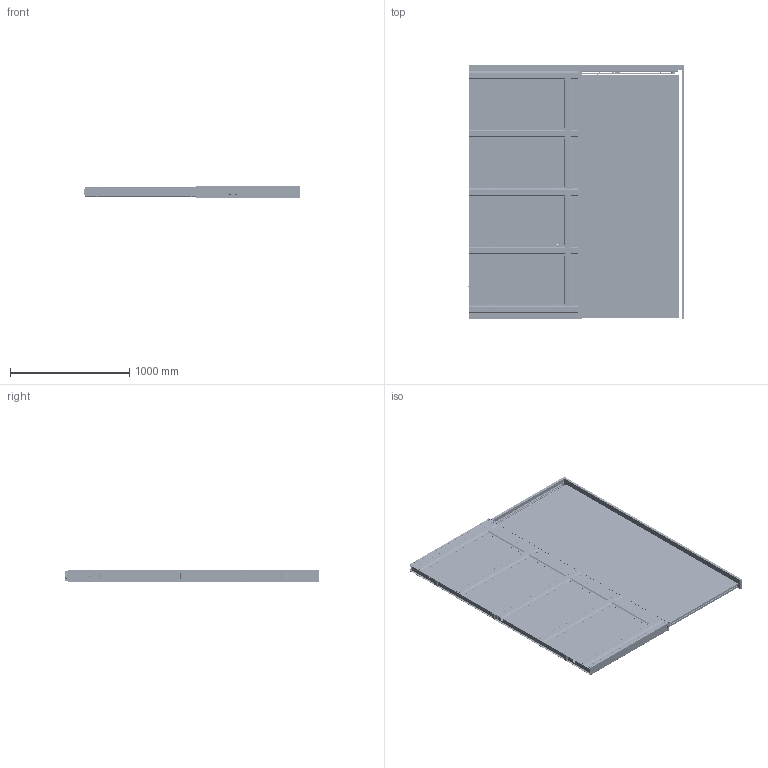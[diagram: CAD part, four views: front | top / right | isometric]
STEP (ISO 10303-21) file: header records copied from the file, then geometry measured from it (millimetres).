
FILE_DESCRIPTION(/* description */ (''),/* implementation_level */ '2;1');
FILE_NAME(/* name */ 'SAF-INSIDE80M.stp',/* time_stamp */ '2019-08-12T15:53:37+02:00',/* author */ ('Marc'),/* organization */ (''),/* preprocessor_version */ 'ST-DEVELOPER v17.2',/* originating_system */ 'Autodesk Inventor 2019',/* authorisation */ '');
FILE_SCHEMA (('AUTOMOTIVE_DESIGN { 1 0 10303 214 3 1 1 }'));
Products named in the file (65): SAF-INSIDE80M; 22540; 23572; Moteur Widoor inside; platine WIDOOR INSIDE_A;  _1; PCMW-0001-0100; Pièce354; Moteur 404-636 GMPG;  _2; Circuit radio; Connecteur male; Connecteur FEMELLE; 09-65-2068; 009501061; HTSN-M3-10-8-1; MPC-0002-001; MPC-0002-002; MPC-0002-005; wimo; 21698_A; ISO 7045 - M3 x 5 - 4.8 - Z; 22344; 21839 essai; SAF-INSIDE80M courroie 10172; 11145_1645; 11218; 20820; 20825_A; 20821; 09176; PV11200; 20828_A; 06007; 09015; 06103; 04027; 23570; 20616; Poulie Siobra siobra moteur ...
Assembly tree (109 placements, depth 5):
  SAF-INSIDE80M
    22540
    23572
      Moteur Widoor inside
        platine WIDOOR INSIDE_A
           x2
         _1  x2
        PCMW-0001-0100
        Pièce354
        Moteur 404-636 GMPG
         _2
          Circuit radio
          Connecteur male
        Connecteur FEMELLE
        09-65-2068
        009501061
        HTSN-M3-10-8-1  x4
        MPC-0002-001
        MPC-0002-002
        ISO 7045 - M3 x 5 - 4.8 - Z  x8
        MPC-0002-005
        wimo
        21698_A
        09188
      22344
      21839 essai  x2
      SAF-INSIDE80M courroie 10172
      11145_1645
      11218  x2
        20820
        20825_A
        20821
        09176
        PV11200
          20828_A
          06007
          09015
        06103
      04027  x2
      23570
      20616
        Poulie Siobra siobra moteur
        20617
        09179
      vis tete ronde M6x40
      Attache courroie crantée p14  x2
      16382  x2
      22341
      23571
      09188
    23568
    22340
    porte 830x2040 cadre+isorel
    20812  x2
    22816
      22557_A  x2
      22547  x2
      22551
      22580
      22583
Bounding box: 1808.8 x 2137.6 x 95 mm (x, y, z)
Volume: 31301711 mm3; surface area: 21772957.7 mm2
Topology: 145 solids, 147 shells, 10395 faces, 28507 edges, 18678 vertices
Faces by surface type: plane 7091, cylinder 1970, bspline 541, torus 333, cone 325, sphere 135
Full cylindrical faces by diameter (mm): 1 x8, 1.151 x2, 1.25 x2, 1.3 x6, 1.6 x1, 2 x8, 2.3 x4, 2.45 x2, 2.459 x4, 2.5 x10, 2.729 x8, 2.8 x4, 3 x10, 3.2 x12, 3.242 x1, 3.25 x2, 3.3 x3, 3.7 x144, 4 x8, 4.2 x3, 4.3 x3, 4.5 x4, 4.8 x16, 4.917 x3, 5 x46, 5.05 x1, 5.5 x8, 6 x34, 6.1 x1, 6.5 x4
Entity records: 172383 total; most frequent: CARTESIAN_POINT 40703, ORIENTED_EDGE 27240, DIRECTION 26351, EDGE_CURVE 13620, VERTEX_POINT 8956, AXIS2_PLACEMENT_3D 8805, LINE 8741, VECTOR 8741
